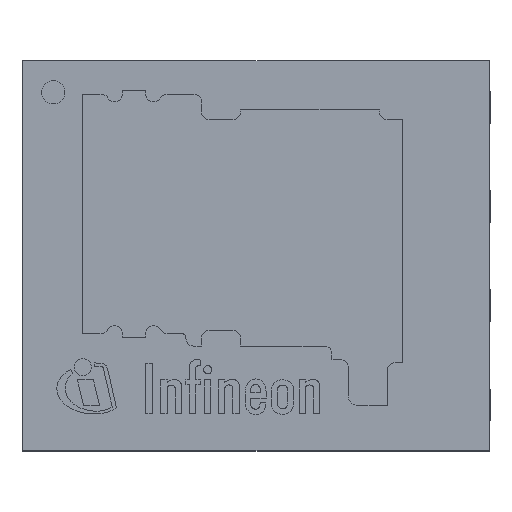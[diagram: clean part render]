
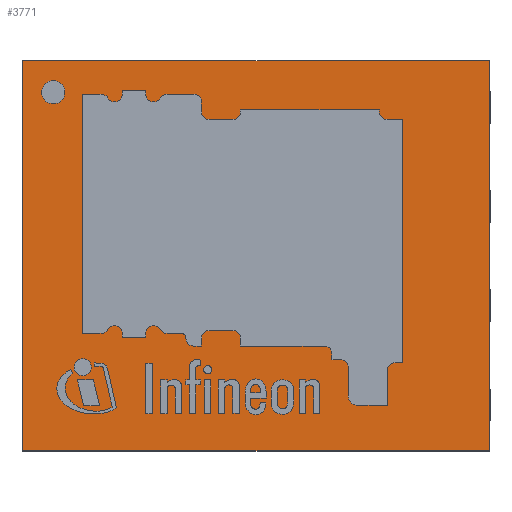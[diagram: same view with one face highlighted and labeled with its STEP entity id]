
A CAD part, top view. The second image highlights one B-rep face of the part: STEP entity #3771.
In plain terms, the highlighted planar face has unit normal (0, 0, 1).
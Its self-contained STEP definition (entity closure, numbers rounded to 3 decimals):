
#253=FACE_BOUND('',#560,.T.);
#258=CIRCLE('',#4018,0.15);
#332=FACE_OUTER_BOUND('',#559,.T.);
#559=EDGE_LOOP('',(#2457,#2458,#2459,#2460));
#560=EDGE_LOOP('',(#2461));
#791=LINE('',#5222,#1147);
#792=LINE('',#5224,#1148);
#793=LINE('',#5226,#1149);
#794=LINE('',#5227,#1150);
#1147=VECTOR('',#4302,1.);
#1148=VECTOR('',#4303,1.);
#1149=VECTOR('',#4304,1.);
#1150=VECTOR('',#4305,1.);
#1503=VERTEX_POINT('',#5220);
#1504=VERTEX_POINT('',#5221);
#1505=VERTEX_POINT('',#5223);
#1506=VERTEX_POINT('',#5225);
#1507=VERTEX_POINT('',#5228);
#1885=EDGE_CURVE('',#1503,#1504,#791,.T.);
#1886=EDGE_CURVE('',#1505,#1503,#792,.T.);
#1887=EDGE_CURVE('',#1506,#1505,#793,.T.);
#1888=EDGE_CURVE('',#1504,#1506,#794,.T.);
#1889=EDGE_CURVE('',#1507,#1507,#258,.T.);
#2457=ORIENTED_EDGE('',*,*,#1885,.F.);
#2458=ORIENTED_EDGE('',*,*,#1886,.F.);
#2459=ORIENTED_EDGE('',*,*,#1887,.F.);
#2460=ORIENTED_EDGE('',*,*,#1888,.F.);
#2461=ORIENTED_EDGE('',*,*,#1889,.F.);
#3601=PLANE('',#4017);
#3771=ADVANCED_FACE('',(#332,#253),#3601,.T.);
#4017=AXIS2_PLACEMENT_3D('',#5219,#4300,#4301);
#4018=AXIS2_PLACEMENT_3D('',#5229,#4306,#4307);
#4300=DIRECTION('center_axis',(0.,0.,
1.));
#4301=DIRECTION('ref_axis',(1.,0.,0.));
#4302=DIRECTION('',(1.,0.,0.));
#4303=DIRECTION('',(0.,1.,0.));
#4304=DIRECTION('',(-1.,0.,0.));
#4305=DIRECTION('',(0.,-1.,0.));
#4306=DIRECTION('center_axis',(0.,0.,
1.));
#4307=DIRECTION('ref_axis',(0.,1.,0.));
#5219=CARTESIAN_POINT('Origin',(0.,0.,0.7));
#5220=CARTESIAN_POINT('',(-2.99,2.5,0.7));
#5221=CARTESIAN_POINT('',(2.99,2.5,0.7));
#5222=CARTESIAN_POINT('',(1.5,2.5,0.7));
#5223=CARTESIAN_POINT('',(-2.99,-2.5,0.7));
#5224=CARTESIAN_POINT('',(-2.99,0.,0.7));
#5225=CARTESIAN_POINT('',(2.99,-2.5,0.7));
#5226=CARTESIAN_POINT('',(-1.5,-2.5,0.7));
#5227=CARTESIAN_POINT('',(2.99,0.,0.7));
#5228=CARTESIAN_POINT('',(-2.6,1.95,0.7));
#5229=CARTESIAN_POINT('Origin',(-2.6,2.1,0.7));
